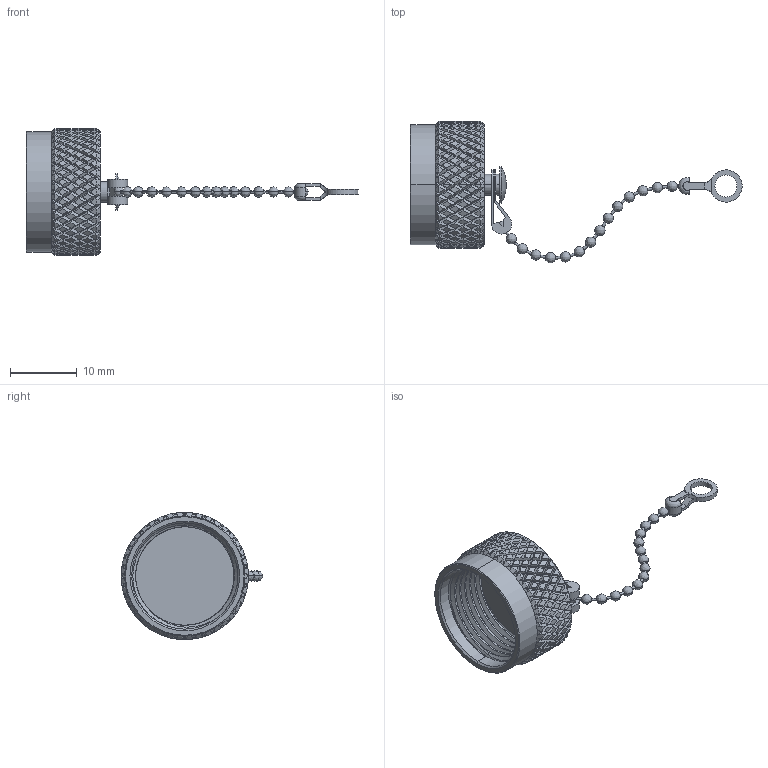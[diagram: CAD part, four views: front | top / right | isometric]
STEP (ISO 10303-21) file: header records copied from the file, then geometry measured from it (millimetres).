
FILE_DESCRIPTION (( 'STEP AP203' ), '1' );
FILE_NAME ('SC2011C.step', '2019-07-24T22:22:04', ( '' ), ( '' ), 'SwSTEP 2.0', 'SolidWorks 2018', '' );
FILE_SCHEMA (( 'CONFIG_CONTROL_DESIGN' ));
Products named in the file (1): SC2011C
Bounding box: 49.64 x 21.16 x 19 mm (x, y, z)
Volume: 1482.8 mm3; surface area: 2563.6 mm2
Topology: 4 solids, 4 shells, 1568 faces, 3471 edges, 1863 vertices
Faces by surface type: bspline 1191, cylinder 296, plane 70, cone 11
Entity records: 64244 total; most frequent: CARTESIAN_POINT 42684, ORIENTED_EDGE 6850, EDGE_CURVE 3425, VERTEX_POINT 1863, EDGE_LOOP 1578, FACE_OUTER_BOUND 1568, ADVANCED_FACE 1568, B_SPLINE_CURVE_WITH_KNOTS 1471
